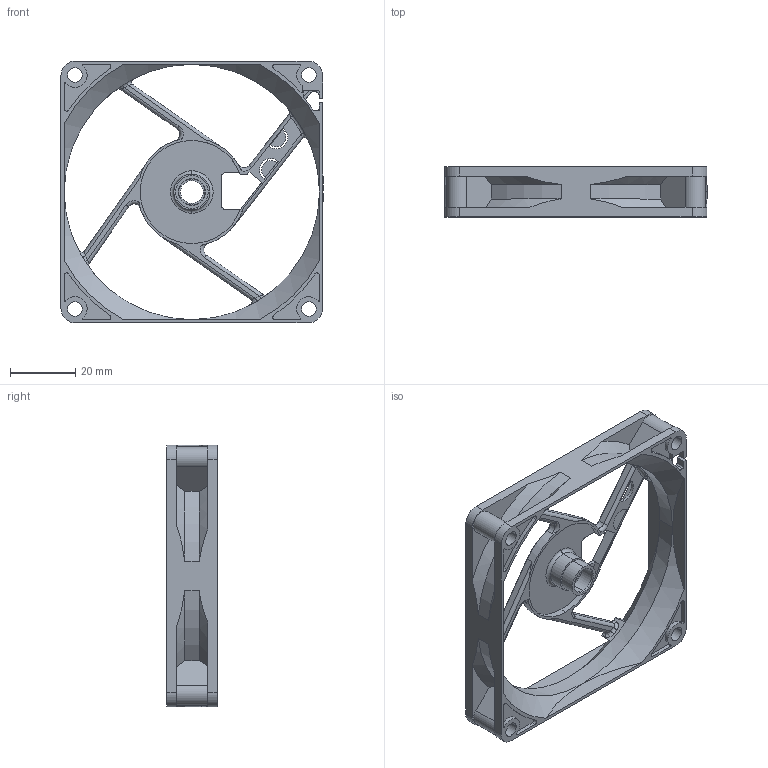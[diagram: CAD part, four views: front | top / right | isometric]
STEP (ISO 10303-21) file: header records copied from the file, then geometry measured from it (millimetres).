
FILE_DESCRIPTION (( 'STEP AP203' ), '1' );
FILE_NAME ('OD8015 m0 Frame Only.stp', '2021-08-16T20:38:31', ( '' ), ( '' ), 'SwSTEP 2.0', 'SolidWorks 2018', '' );
FILE_SCHEMA (( 'CONFIG_CONTROL_DESIGN' ));
Length unit declared in the file: millimetre
Products named in the file (1): OD8015 m0 Frame Only
Bounding box: 80.1 x 15.4 x 80 mm (x, y, z)
Volume: 13563.3 mm3; surface area: 18447.8 mm2
Topology: 1 solids, 1 shells, 354 faces, 963 edges, 622 vertices
Faces by surface type: cylinder 154, plane 130, cone 36, torus 18, bspline 16
Entity records: 13001 total; most frequent: CARTESIAN_POINT 3914, ORIENTED_EDGE 1926, DIRECTION 1898, EDGE_CURVE 963, AXIS2_PLACEMENT_3D 726, VERTEX_POINT 622, VECTOR 446, LINE 446
